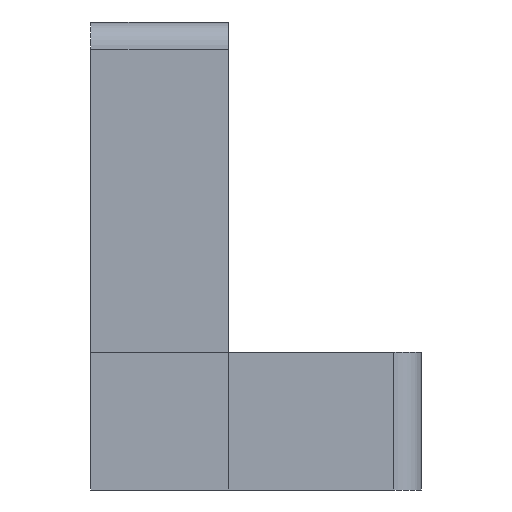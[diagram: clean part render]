
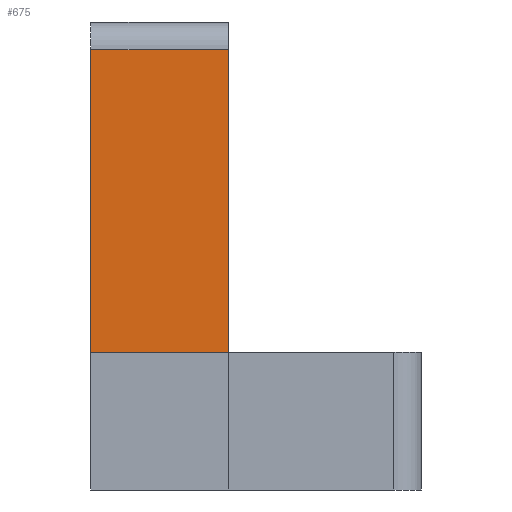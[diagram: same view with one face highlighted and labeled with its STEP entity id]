
A CAD part, left-side view. The second image highlights one B-rep face of the part: STEP entity #675.
In plain terms, the highlighted planar face has unit normal (-1, 0, 0).
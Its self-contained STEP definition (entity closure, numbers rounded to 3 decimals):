
#87=FACE_OUTER_BOUND('',#132,.T.);
#132=EDGE_LOOP('',(#554,#555,#556,#557));
#196=LINE('',#1083,#266);
#197=LINE('',#1090,#267);
#198=LINE('',#1093,#268);
#199=LINE('',#1094,#269);
#266=VECTOR('',#886,10.);
#267=VECTOR('',#895,10.);
#268=VECTOR('',#898,10.);
#269=VECTOR('',#899,10.);
#328=VERTEX_POINT('',#1080);
#329=VERTEX_POINT('',#1082);
#331=VERTEX_POINT('',#1088);
#332=VERTEX_POINT('',#1092);
#406=EDGE_CURVE('',#328,#329,#196,.T.);
#410=EDGE_CURVE('',#329,#331,#197,.T.);
#411=EDGE_CURVE('',#328,#332,#198,.T.);
#412=EDGE_CURVE('',#332,#331,#199,.T.);
#554=ORIENTED_EDGE('',*,*,#410,.F.);
#555=ORIENTED_EDGE('',*,*,#406,.F.);
#556=ORIENTED_EDGE('',*,*,#411,.T.);
#557=ORIENTED_EDGE('',*,*,#412,.T.);
#639=PLANE('',#746);
#675=ADVANCED_FACE('',(#87),#639,.T.);
#746=AXIS2_PLACEMENT_3D('',#1091,#896,#897);
#886=DIRECTION('',(0.,0.,1.));
#895=DIRECTION('',(0.,-1.,0.));
#896=DIRECTION('center_axis',(-1.,0.,0.));
#897=DIRECTION('ref_axis',(0.,-1.,0.));
#898=DIRECTION('',(0.,-1.,0.));
#899=DIRECTION('',(0.,0.,1.));
#1080=CARTESIAN_POINT('',(0.,6.,2.5));
#1082=CARTESIAN_POINT('',(0.,6.,8.));
#1083=CARTESIAN_POINT('',(0.,6.,0.));
#1088=CARTESIAN_POINT('',(0.,3.5,8.));
#1090=CARTESIAN_POINT('',(0.,5.375,8.));
#1091=CARTESIAN_POINT('Origin',(0.,6.,0.));
#1092=CARTESIAN_POINT('',(0.,3.5,2.5));
#1093=CARTESIAN_POINT('',(0.,4.5,2.5));
#1094=CARTESIAN_POINT('',(0.,3.5,0.));
